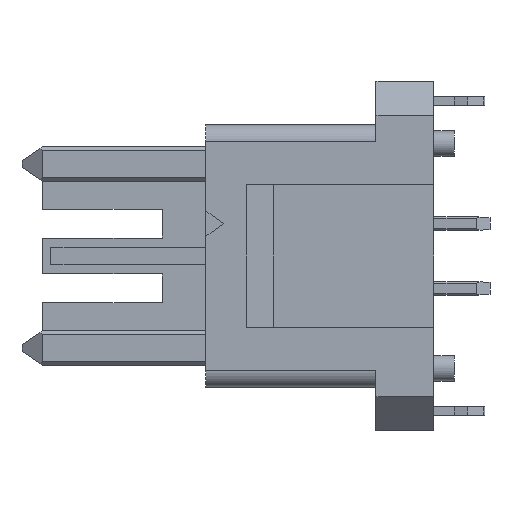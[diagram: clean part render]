
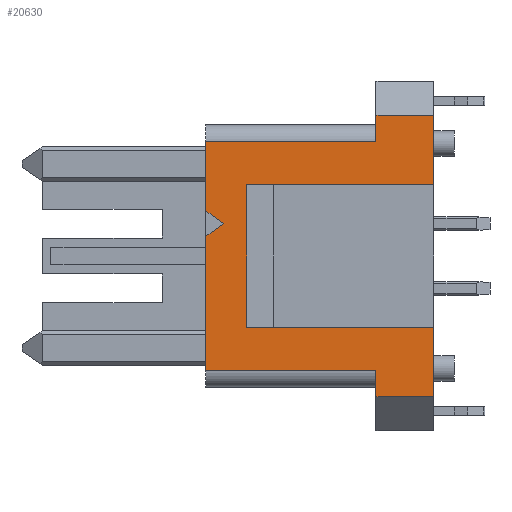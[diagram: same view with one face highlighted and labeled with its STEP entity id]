
A CAD part, left-side view. The second image highlights one B-rep face of the part: STEP entity #20630.
In plain terms, the highlighted planar face has unit normal (-1, 0, 0).
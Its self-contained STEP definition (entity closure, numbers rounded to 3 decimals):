
#1740=CARTESIAN_POINT('',(-11.523,15.631,-32.198));
#1750=VERTEX_POINT('',#1740);
#1900=CARTESIAN_POINT('',(-11.523,16.681,-31.448));
#1910=VERTEX_POINT('',#1900);
#1940=CARTESIAN_POINT('',(-11.523,23.781,-26.376));
#1950=DIRECTION('',(0.,-0.814,
-0.581));
#1960=VECTOR('',#1950,1.);
#1970=LINE('',#1940,#1960);
#1980=EDGE_CURVE('',#1910,#1750,#1970,.T.);
#7160=CARTESIAN_POINT('',(-11.523,16.681,-27.398));
#7170=VERTEX_POINT('',#7160);
#7200=CARTESIAN_POINT('',(-11.523,16.681,-54.768));
#7210=DIRECTION('',(0.,0.,-1.));
#7220=VECTOR('',#7210,1.);
#7230=LINE('',#7200,#7220);
#7240=EDGE_CURVE('',#7170,#1910,#7230,.T.);
#7390=CARTESIAN_POINT('',(-11.523,16.681,-32.948));
#7400=VERTEX_POINT('',#7390);
#7430=CARTESIAN_POINT('',(-11.523,16.681,-40.808));
#7440=VERTEX_POINT('',#7430);
#7450=EDGE_CURVE('',#7400,#7440,#7230,.T.);
#9240=CARTESIAN_POINT('',(-11.523,3.281,-38.287)
);
#9250=VERTEX_POINT('',#9240);
#9300=CARTESIAN_POINT('',(-11.523,23.781,-38.287));
#9310=DIRECTION('',(0.,1.,0.));
#9320=VECTOR('',#9310,1.);
#9330=LINE('',#9300,#9320);
#9340=CARTESIAN_POINT('',(-11.523,14.281,-38.287));
#9350=VERTEX_POINT('',#9340);
#9360=EDGE_CURVE('',#9250,#9350,#9330,.T.);
#11120=CARTESIAN_POINT('',(-11.523,3.281,-42.383));
#11130=VERTEX_POINT('',#11120);
#11300=CARTESIAN_POINT('',(-11.523,6.681,-42.383));
#11310=VERTEX_POINT('',#11300);
#11340=CARTESIAN_POINT('',(-11.523,23.781,-42.383));
#11350=DIRECTION('',(0.,1.,0.));
#11360=VECTOR('',#11350,1.);
#11370=LINE('',#11340,#11360);
#11380=EDGE_CURVE('',#11130,#11310,#11370,.T.);
#18280=CARTESIAN_POINT('',(-11.523,6.681,-27.398));
#18290=VERTEX_POINT('',#18280);
#18320=CARTESIAN_POINT('',(-11.523,18.781,-27.398));
#18330=DIRECTION('',(0.,1.,0.));
#18340=VECTOR('',#18330,1.);
#18350=LINE('',#18320,#18340);
#18360=EDGE_CURVE('',#18290,#7170,#18350,.T.);
#18500=CARTESIAN_POINT('',(-11.523,6.681,-25.822
));
#18510=VERTEX_POINT('',#18500);
#18590=CARTESIAN_POINT('',(-11.523,3.281,-25.822
));
#18600=VERTEX_POINT('',#18590);
#18630=CARTESIAN_POINT('',(-11.523,23.781,-25.822));
#18640=DIRECTION('',(0.,1.,0.));
#18650=VECTOR('',#18640,1.);
#18660=LINE('',#18630,#18650);
#18670=EDGE_CURVE('',#18600,#18510,#18660,.T.);
#19150=CARTESIAN_POINT('',(-11.523,23.781,-38.019));
#19160=DIRECTION('',(0.,0.814,
-0.581));
#19170=VECTOR('',#19160,1.);
#19180=LINE('',#19150,#19170);
#19190=EDGE_CURVE('',#1750,#7400,#19180,.T.);
#20000=CARTESIAN_POINT('',(-11.523,3.281,-53.813));
#20010=DIRECTION('',(1.,0.,0.));
#20020=DIRECTION('',(0.,0.,-1.));
#20030=AXIS2_PLACEMENT_3D('',#20000,#20010,#20020);
#20040=PLANE('',#20030);
#20050=ORIENTED_EDGE('',*,*,#11380,.F.);
#20060=CARTESIAN_POINT('',(-11.523,6.681,-54.768));
#20070=DIRECTION('',(0.,0.,-1.));
#20080=VECTOR('',#20070,1.);
#20090=LINE('',#20060,#20080);
#20100=CARTESIAN_POINT('',(-11.523,6.681,-40.808));
#20110=VERTEX_POINT('',#20100);
#20120=EDGE_CURVE('',#20110,#11310,#20090,.T.);
#20130=ORIENTED_EDGE('',*,*,#20120,.T.);
#20140=CARTESIAN_POINT('',(-11.523,18.781,-40.808));
#20150=DIRECTION('',(0.,1.,0.));
#20160=VECTOR('',#20150,1.);
#20170=LINE('',#20140,#20160);
#20180=EDGE_CURVE('',#20110,#7440,#20170,.T.);
#20190=ORIENTED_EDGE('',*,*,#20180,.F.);
#20200=ORIENTED_EDGE('',*,*,#7450,.T.);
#20210=ORIENTED_EDGE('',*,*,#19190,.T.);
#20220=ORIENTED_EDGE('',*,*,#1980,.T.);
#20230=ORIENTED_EDGE('',*,*,#7240,.T.);
#20240=ORIENTED_EDGE('',*,*,#18360,.T.);
#20250=CARTESIAN_POINT('',(-11.523,6.681,-54.768));
#20260=DIRECTION('',(0.,0.,-1.));
#20270=VECTOR('',#20260,1.);
#20280=LINE('',#20250,#20270);
#20290=EDGE_CURVE('',#18510,#18290,#20280,.T.);
#20300=ORIENTED_EDGE('',*,*,#20290,.T.);
#20310=ORIENTED_EDGE('',*,*,#18670,.T.);
#20320=CARTESIAN_POINT('',(-11.523,3.281,-66.198));
#20330=DIRECTION('',(0.,0.,-1.));
#20340=VECTOR('',#20330,1.);
#20350=LINE('',#20320,#20340);
#20360=CARTESIAN_POINT('',(-11.523,3.281,-29.918));
#20370=VERTEX_POINT('',#20360);
#20380=EDGE_CURVE('',#18600,#20370,#20350,.T.);
#20390=ORIENTED_EDGE('',*,*,#20380,.F.);
#20400=CARTESIAN_POINT('',(-11.523,23.781,-29.918));
#20410=DIRECTION('',(0.,1.,0.));
#20420=VECTOR('',#20410,1.);
#20430=LINE('',#20400,#20420);
#20440=CARTESIAN_POINT('',(-11.523,14.281,-29.918));
#20450=VERTEX_POINT('',#20440);
#20460=EDGE_CURVE('',#20370,#20450,#20430,.T.);
#20470=ORIENTED_EDGE('',*,*,#20460,.F.);
#20480=CARTESIAN_POINT('',(-11.523,14.281,-54.768));
#20490=DIRECTION('',(0.,0.,-1.));
#20500=VECTOR('',#20490,1.);
#20510=LINE('',#20480,#20500);
#20520=EDGE_CURVE('',#20450,#9350,#20510,.T.);
#20530=ORIENTED_EDGE('',*,*,#20520,.F.);
#20540=ORIENTED_EDGE('',*,*,#9360,.T.);
#20550=CARTESIAN_POINT('',(-11.523,3.281,-66.198));
#20560=DIRECTION('',(0.,0.,1.));
#20570=VECTOR('',#20560,1.);
#20580=LINE('',#20550,#20570);
#20590=EDGE_CURVE('',#11130,#9250,#20580,.T.);
#20600=ORIENTED_EDGE('',*,*,#20590,.T.);
#20610=EDGE_LOOP('',(#20600,#20540,#20530,#20470,#20390,#20310,#20300,
#20240,#20230,#20220,#20210,#20200,#20190,#20130,#20050));
#20620=FACE_OUTER_BOUND('',#20610,.T.);
#20630=ADVANCED_FACE('',(#20620),#20040,.F.);
